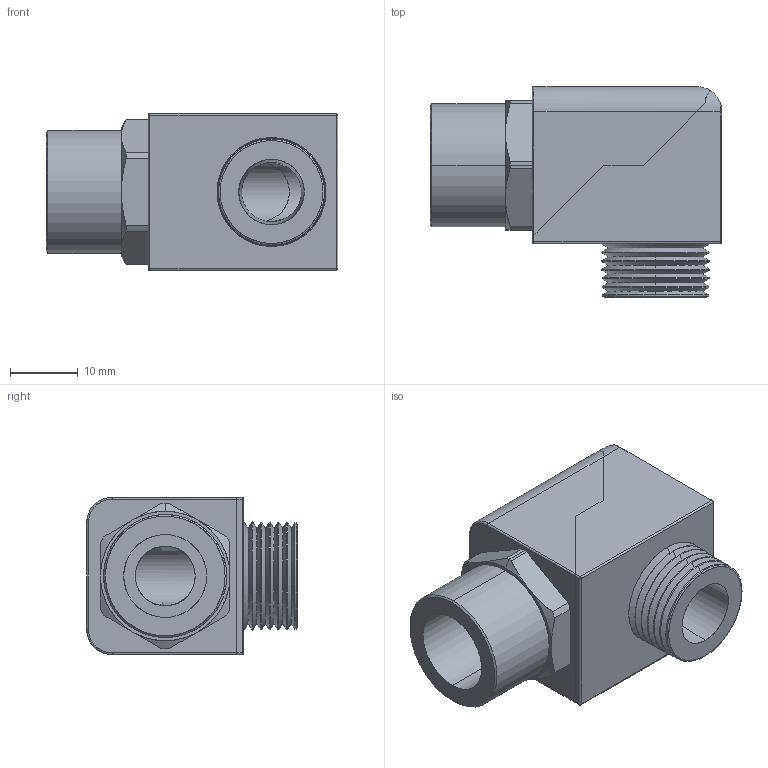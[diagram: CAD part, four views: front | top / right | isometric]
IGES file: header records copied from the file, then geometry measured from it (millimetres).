
Start section: SolidWorks IGES file using analytic representation for surfaces
Global section: file name: EM16MA-BK.IGS; native system: SolidWorks 2007; preprocessor: SolidWorks 2007; author: Baystate; date: 071224.024154; units: inch
Bounding box: 42.93 x 30.99 x 23.11 mm (x, y, z)
Surface area: 8074.3 mm2 (no closed solid volume)
Topology: 0 solids, 0 shells, 122 faces, 1331 edges, 1329 vertices
Faces by surface type: revolution 89, bspline 33
